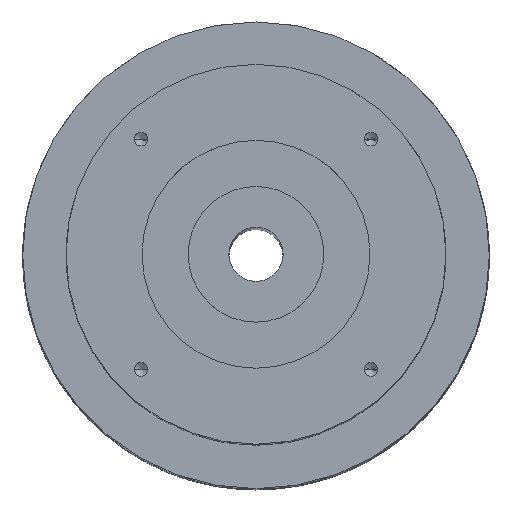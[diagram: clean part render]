
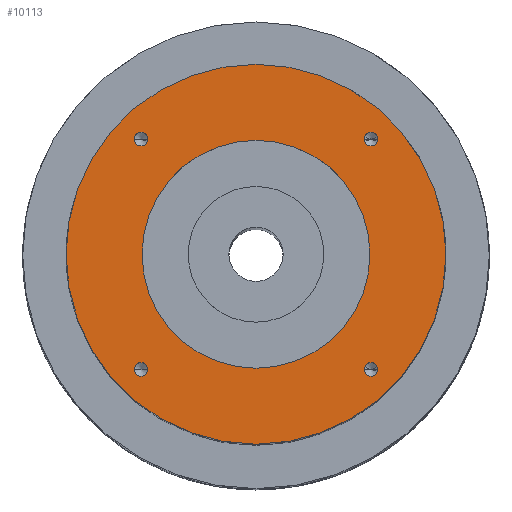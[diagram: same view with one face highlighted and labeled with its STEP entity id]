
A CAD part, top view. The second image highlights one B-rep face of the part: STEP entity #10113.
In plain terms, the highlighted planar face has unit normal (0, 0, 1).
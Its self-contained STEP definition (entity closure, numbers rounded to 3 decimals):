
#30 = EDGE_CURVE ( 'NONE', #643, #1294, #5156, .T. ) ;
#32 = CIRCLE ( 'NONE', #2694, 1.25 ) ;
#111 = CIRCLE ( 'NONE', #8990, 1.25 ) ;
#125 = VERTEX_POINT ( 'NONE', #4350 ) ;
#446 = DIRECTION ( 'NONE',  ( 1., 0., 0. ) ) ;
#596 = DIRECTION ( 'NONE',  ( 1., 0., 0. ) ) ;
#600 = DIRECTION ( 'NONE',  ( 0., 0., 1. ) ) ;
#640 = ORIENTED_EDGE ( 'NONE', *, *, #2969, .F. ) ;
#643 = VERTEX_POINT ( 'NONE', #8908 ) ;
#847 = EDGE_CURVE ( 'NONE', #10144, #4610, #11263, .T. ) ;
#916 = CIRCLE ( 'NONE', #1838, 1.25 ) ;
#946 = CARTESIAN_POINT ( 'NONE',  ( -21.213, -21.213, 254. ) ) ;
#952 = CARTESIAN_POINT ( 'NONE',  ( -19.963, -21.213, 254. ) ) ;
#1098 = CARTESIAN_POINT ( 'NONE',  ( 21., 0., 254. ) ) ;
#1101 = AXIS2_PLACEMENT_3D ( 'NONE', #11172, #5852, #446 ) ;
#1129 = CARTESIAN_POINT ( 'NONE',  ( -21.213, -21.213, 254. ) ) ;
#1294 = VERTEX_POINT ( 'NONE', #5631 ) ;
#1309 = AXIS2_PLACEMENT_3D ( 'NONE', #8108, #5483, #5369 ) ;
#1437 = EDGE_LOOP ( 'NONE', ( #2111, #640 ) ) ;
#1541 = FACE_BOUND ( 'NONE', #11321, .T. ) ;
#1746 = CIRCLE ( 'NONE', #6581, 1.25 ) ;
#1794 = ORIENTED_EDGE ( 'NONE', *, *, #9841, .F. ) ;
#1838 = AXIS2_PLACEMENT_3D ( 'NONE', #2135, #8427, #3022 ) ;
#1843 = ORIENTED_EDGE ( 'NONE', *, *, #3076, .F. ) ;
#1856 = DIRECTION ( 'NONE',  ( 1., 0., 0. ) ) ;
#2038 = DIRECTION ( 'NONE',  ( 1., 0., 0. ) ) ;
#2111 = ORIENTED_EDGE ( 'NONE', *, *, #8519, .F. ) ;
#2135 = CARTESIAN_POINT ( 'NONE',  ( 21.213, -21.213, 254. ) ) ;
#2216 = VERTEX_POINT ( 'NONE', #10422 ) ;
#2564 = CIRCLE ( 'NONE', #1101, 21. ) ;
#2674 = CARTESIAN_POINT ( 'NONE',  ( 0., 0., 254. ) ) ;
#2681 = CARTESIAN_POINT ( 'NONE',  ( 0., 0., 254. ) ) ;
#2694 = AXIS2_PLACEMENT_3D ( 'NONE', #946, #7276, #1856 ) ;
#2734 = DIRECTION ( 'NONE',  ( 1., 0., 0. ) ) ;
#2969 = EDGE_CURVE ( 'NONE', #6632, #6191, #2564, .T. ) ;
#3022 = DIRECTION ( 'NONE',  ( 1., 0., 0. ) ) ;
#3076 = EDGE_CURVE ( 'NONE', #6642, #8669, #10963, .T. ) ;
#3230 = EDGE_CURVE ( 'NONE', #8160, #3588, #32, .T. ) ;
#3498 = CARTESIAN_POINT ( 'NONE',  ( -21.213, 21.213, 254. ) ) ;
#3574 = DIRECTION ( 'NONE',  ( 1., 0., 0. ) ) ;
#3588 = VERTEX_POINT ( 'NONE', #4225 ) ;
#3945 = FACE_OUTER_BOUND ( 'NONE', #7575, .T. ) ;
#4027 = AXIS2_PLACEMENT_3D ( 'NONE', #2674, #8145, #2734 ) ;
#4225 = CARTESIAN_POINT ( 'NONE',  ( -22.463, -21.213, 254. ) ) ;
#4350 = CARTESIAN_POINT ( 'NONE',  ( 19.963, -21.213, 254. ) ) ;
#4405 = AXIS2_PLACEMENT_3D ( 'NONE', #11325, #6002, #596 ) ;
#4424 = DIRECTION ( 'NONE',  ( 1., 0., 0. ) ) ;
#4610 = VERTEX_POINT ( 'NONE', #8226 ) ;
#4618 = CIRCLE ( 'NONE', #4405, 21. ) ;
#4763 = CARTESIAN_POINT ( 'NONE',  ( 21.213, -21.213, 254. ) ) ;
#4809 = EDGE_LOOP ( 'NONE', ( #5872, #7569 ) ) ;
#4911 = DIRECTION ( 'NONE',  ( 0., 0., 1. ) ) ;
#5156 = CIRCLE ( 'NONE', #11054, 35. ) ;
#5210 = EDGE_CURVE ( 'NONE', #2216, #125, #1746, .T. ) ;
#5320 = EDGE_LOOP ( 'NONE', ( #11140, #5523 ) ) ;
#5364 = DIRECTION ( 'NONE',  ( 0., 0., 1. ) ) ;
#5369 = DIRECTION ( 'NONE',  ( 1., 0., 0. ) ) ;
#5425 = PLANE ( 'NONE',  #4027 ) ;
#5481 = CARTESIAN_POINT ( 'NONE',  ( -22.463, 21.213, 254. ) ) ;
#5483 = DIRECTION ( 'NONE',  ( 0., 0., 1. ) ) ;
#5523 = ORIENTED_EDGE ( 'NONE', *, *, #847, .F. ) ;
#5574 = AXIS2_PLACEMENT_3D ( 'NONE', #3498, #9775, #4424 ) ;
#5631 = CARTESIAN_POINT ( 'NONE',  ( -35., 0., 254. ) ) ;
#5653 = DIRECTION ( 'NONE',  ( 1., 0., 0. ) ) ;
#5736 = CIRCLE ( 'NONE', #10015, 1.25 ) ;
#5852 = DIRECTION ( 'NONE',  ( 0., 0., 1. ) ) ;
#5872 = ORIENTED_EDGE ( 'NONE', *, *, #3230, .F. ) ;
#6002 = DIRECTION ( 'NONE',  ( 0., 0., 1. ) ) ;
#6009 = CARTESIAN_POINT ( 'NONE',  ( -21.213, 21.213, 254. ) ) ;
#6079 = FACE_BOUND ( 'NONE', #1437, .T. ) ;
#6163 = EDGE_LOOP ( 'NONE', ( #1843, #6753 ) ) ;
#6191 = VERTEX_POINT ( 'NONE', #1098 ) ;
#6358 = FACE_BOUND ( 'NONE', #4809, .T. ) ;
#6565 = AXIS2_PLACEMENT_3D ( 'NONE', #6009, #600, #6934 ) ;
#6568 = EDGE_CURVE ( 'NONE', #8669, #6642, #10106, .T. ) ;
#6581 = AXIS2_PLACEMENT_3D ( 'NONE', #4763, #10979, #5653 ) ;
#6632 = VERTEX_POINT ( 'NONE', #9858 ) ;
#6642 = VERTEX_POINT ( 'NONE', #7223 ) ;
#6753 = ORIENTED_EDGE ( 'NONE', *, *, #6568, .F. ) ;
#6895 = ORIENTED_EDGE ( 'NONE', *, *, #30, .T. ) ;
#6934 = DIRECTION ( 'NONE',  ( 1., 0., 0. ) ) ;
#7223 = CARTESIAN_POINT ( 'NONE',  ( -19.963, 21.213, 254. ) ) ;
#7276 = DIRECTION ( 'NONE',  ( 0., 0., 1. ) ) ;
#7455 = DIRECTION ( 'NONE',  ( 0., 0., 1. ) ) ;
#7569 = ORIENTED_EDGE ( 'NONE', *, *, #8775, .F. ) ;
#7575 = EDGE_LOOP ( 'NONE', ( #11068, #6895 ) ) ;
#7624 = EDGE_CURVE ( 'NONE', #1294, #643, #10352, .T. ) ;
#8108 = CARTESIAN_POINT ( 'NONE',  ( 21.213, 21.213, 254. ) ) ;
#8145 = DIRECTION ( 'NONE',  ( 0., 0., 1. ) ) ;
#8160 = VERTEX_POINT ( 'NONE', #952 ) ;
#8226 = CARTESIAN_POINT ( 'NONE',  ( 22.463, 21.213, 254. ) ) ;
#8360 = EDGE_CURVE ( 'NONE', #4610, #10144, #5736, .T. ) ;
#8427 = DIRECTION ( 'NONE',  ( 0., 0., 1. ) ) ;
#8451 = FACE_BOUND ( 'NONE', #5320, .T. ) ;
#8519 = EDGE_CURVE ( 'NONE', #6191, #6632, #4618, .T. ) ;
#8669 = VERTEX_POINT ( 'NONE', #5481 ) ;
#8775 = EDGE_CURVE ( 'NONE', #3588, #8160, #111, .T. ) ;
#8900 = AXIS2_PLACEMENT_3D ( 'NONE', #10698, #5364, #11577 ) ;
#8908 = CARTESIAN_POINT ( 'NONE',  ( 35., 0., 254. ) ) ;
#8976 = DIRECTION ( 'NONE',  ( 0., 0., 1. ) ) ;
#8990 = AXIS2_PLACEMENT_3D ( 'NONE', #1129, #7455, #2038 ) ;
#9075 = CARTESIAN_POINT ( 'NONE',  ( 19.963, 21.213, 254. ) ) ;
#9775 = DIRECTION ( 'NONE',  ( 0., 0., 1. ) ) ;
#9841 = EDGE_CURVE ( 'NONE', #125, #2216, #916, .T. ) ;
#9858 = CARTESIAN_POINT ( 'NONE',  ( -21., 0., 254. ) ) ;
#10015 = AXIS2_PLACEMENT_3D ( 'NONE', #10247, #4911, #11123 ) ;
#10106 = CIRCLE ( 'NONE', #5574, 1.25 ) ;
#10113 = ADVANCED_FACE ( 'NONE', ( #10796, #6358, #1541, #8451, #6079, #3945 ), #5425, .T. ) ;
#10144 = VERTEX_POINT ( 'NONE', #9075 ) ;
#10156 = ORIENTED_EDGE ( 'NONE', *, *, #5210, .F. ) ;
#10247 = CARTESIAN_POINT ( 'NONE',  ( 21.213, 21.213, 254. ) ) ;
#10352 = CIRCLE ( 'NONE', #8900, 35. ) ;
#10422 = CARTESIAN_POINT ( 'NONE',  ( 22.463, -21.213, 254. ) ) ;
#10698 = CARTESIAN_POINT ( 'NONE',  ( 0., 0., 254. ) ) ;
#10796 = FACE_BOUND ( 'NONE', #6163, .T. ) ;
#10963 = CIRCLE ( 'NONE', #6565, 1.25 ) ;
#10979 = DIRECTION ( 'NONE',  ( 0., 0., 1. ) ) ;
#11054 = AXIS2_PLACEMENT_3D ( 'NONE', #2681, #8976, #3574 ) ;
#11068 = ORIENTED_EDGE ( 'NONE', *, *, #7624, .T. ) ;
#11123 = DIRECTION ( 'NONE',  ( 1., 0., 0. ) ) ;
#11140 = ORIENTED_EDGE ( 'NONE', *, *, #8360, .F. ) ;
#11172 = CARTESIAN_POINT ( 'NONE',  ( 0., 0., 254. ) ) ;
#11263 = CIRCLE ( 'NONE', #1309, 1.25 ) ;
#11321 = EDGE_LOOP ( 'NONE', ( #10156, #1794 ) ) ;
#11325 = CARTESIAN_POINT ( 'NONE',  ( 0., 0., 254. ) ) ;
#11577 = DIRECTION ( 'NONE',  ( 1., 0., 0. ) ) ;
